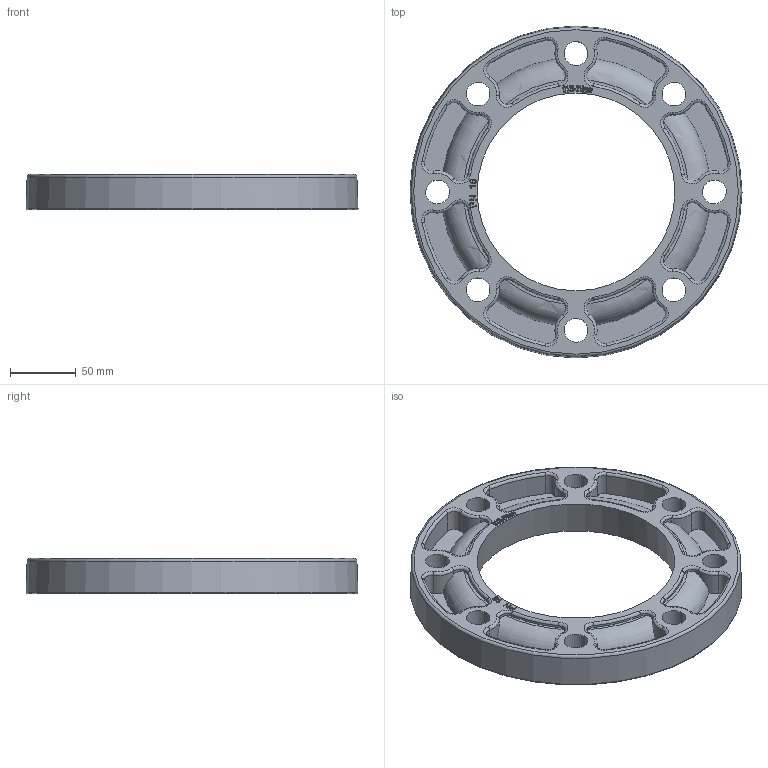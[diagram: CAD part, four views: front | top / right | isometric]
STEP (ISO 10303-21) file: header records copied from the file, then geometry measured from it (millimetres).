
FILE_DESCRIPTION(/* description */ (''),/* implementation_level */ '2;1');
FILE_NAME(/* name */ '125一210mm法兰.stp',/* time_stamp */ '2026-02-11T10:42:03+08:00',/* author */ (''),/* organization */ (''),/* preprocessor_version */ 'ST-DEVELOPER v16.7',/* originating_system */ 'SIEMENS PLM Software NX 12.0',/* authorisation */ '');
FILE_SCHEMA (('AUTOMOTIVE_DESIGN { 1 0 10303 214 3 1 1 1 }'));
Length unit declared in the file: millimetre
Products named in the file (1): Admi44986D9C9viu
Bounding box: 251.79 x 251.79 x 27.1 mm (x, y, z)
Volume: 603939.6 mm3; surface area: 121402.5 mm2
Topology: 1 solids, 1 shells, 592 faces, 1552 edges, 1016 vertices
Faces by surface type: plane 232, extrusion 206, cylinder 78, torus 74, cone 2
Full cylindrical faces by diameter (mm): 4.667 x1, 6.222 x1, 18 x8
Entity records: 20491 total; most frequent: CARTESIAN_POINT 7112, ORIENTED_EDGE 3056, DIRECTION 2086, EDGE_CURVE 1528, VERTEX_POINT 1006, B_SPLINE_CURVE_WITH_KNOTS 934, VECTOR 700, AXIS2_PLACEMENT_3D 693
